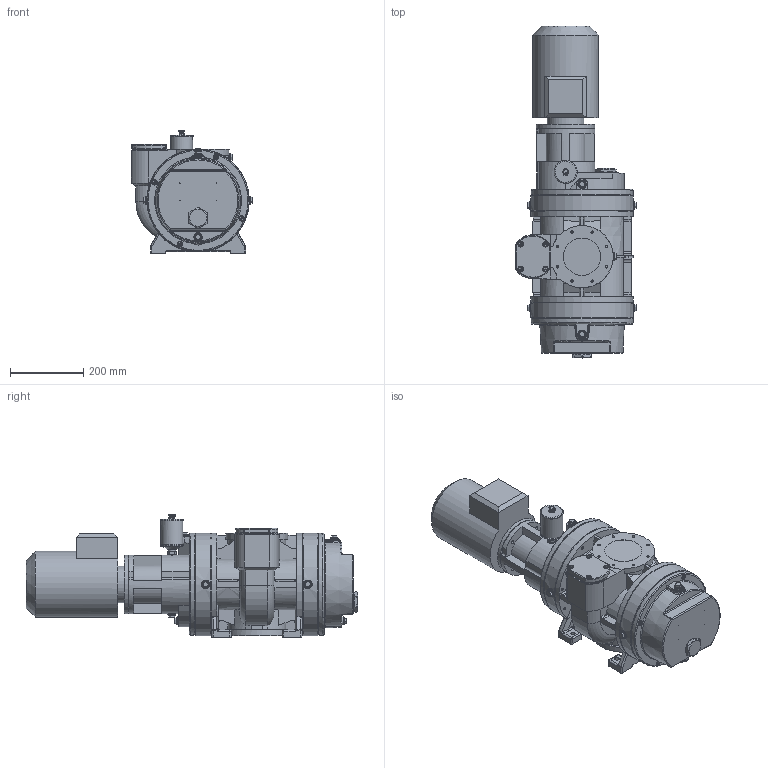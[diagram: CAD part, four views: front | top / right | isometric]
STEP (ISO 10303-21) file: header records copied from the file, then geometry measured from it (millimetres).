
FILE_DESCRIPTION((''),'2;1');
FILE_NAME('PP920800.stp','2010-04-14T15:29:03',('WANGORSCH-V'),(''),'Autodesk Inventor 2009','Autodesk Inventor 2009','');
FILE_SCHEMA(('CONFIG_CONTROL_DESIGN'));
Length unit declared in the file: millimetre
Products named in the file (1): PP920800_SW
Bounding box: 332.8 x 907.71 x 335.7 mm (x, y, z)
Volume: 35091213.4 mm3; surface area: 1143867 mm2
Topology: 24 solids, 24 shells, 1290 faces, 3036 edges, 1869 vertices
Faces by surface type: plane 534, bspline 331, cylinder 250, cone 111, torus 54, sphere 10
Full cylindrical faces by diameter (mm): 1.35 x1, 1.4 x2, 6.647 x18, 8 x12, 11.6 x1, 12 x4, 12.8 x2, 13 x12, 14.7 x1, 16.662 x12, 17 x11, 19.9 x1, 22 x12, 23 x7, 38.6 x2, 47 x2, 60 x1, 63 x2, 100 x1, 102 x2, 160 x1, 180 x1, 279 x2, 280 x3
Entity records: 44188 total; most frequent: CARTESIAN_POINT 17102, DIRECTION 5118, ORIENTED_EDGE 4988, EDGE_CURVE 2494, AXIS2_PLACEMENT_3D 2071, EDGE_LOOP 1794, VERTEX_POINT 1698, FACE_OUTER_BOUND 1290
